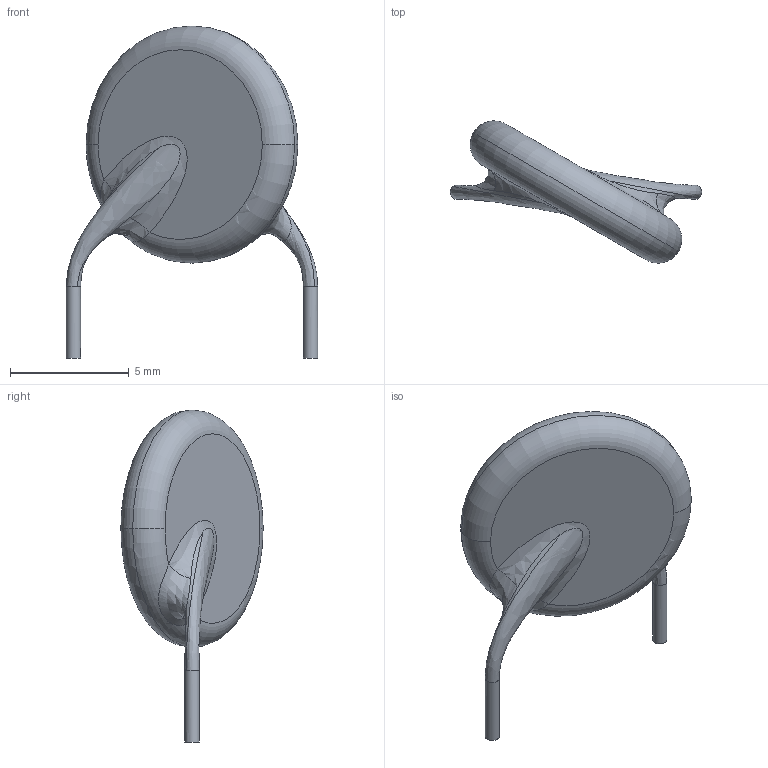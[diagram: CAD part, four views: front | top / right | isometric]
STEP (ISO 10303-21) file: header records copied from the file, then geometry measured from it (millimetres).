
FILE_DESCRIPTION(('FreeCAD Model'),'2;1');
FILE_NAME('Fusion.step', '2017-01-13T16:23:14',('kicad StepUp'),('ksu MCAD'), 'Open CASCADE STEP processor 6.8','FreeCAD','Unknown');
FILE_SCHEMA(('AUTOMOTIVE_DESIGN_CC2 { 1 2 10303 214 -1 1 5 4 }'));
Length unit declared in the file: millimetre
Products named in the file (1): Fusion
Bounding box: 10.6 x 6 x 14 mm (x, y, z)
Volume: 156.9 mm3; surface area: 223.7 mm2
Topology: 1 solids, 1 shells, 18 faces, 48 edges, 32 vertices
Faces by surface type: bspline 8, plane 4, torus 4, cylinder 2
Full cylindrical faces by diameter (mm): 0.6 x2
Entity records: 1534 total; most frequent: CARTESIAN_POINT 993, ORIENTED_EDGE 96, DIRECTION 70, EDGE_CURVE 48, AXIS2_PLACEMENT_3D 35, VERTEX_POINT 32, CIRCLE 24, B_SPLINE_CURVE_WITH_KNOTS 24
